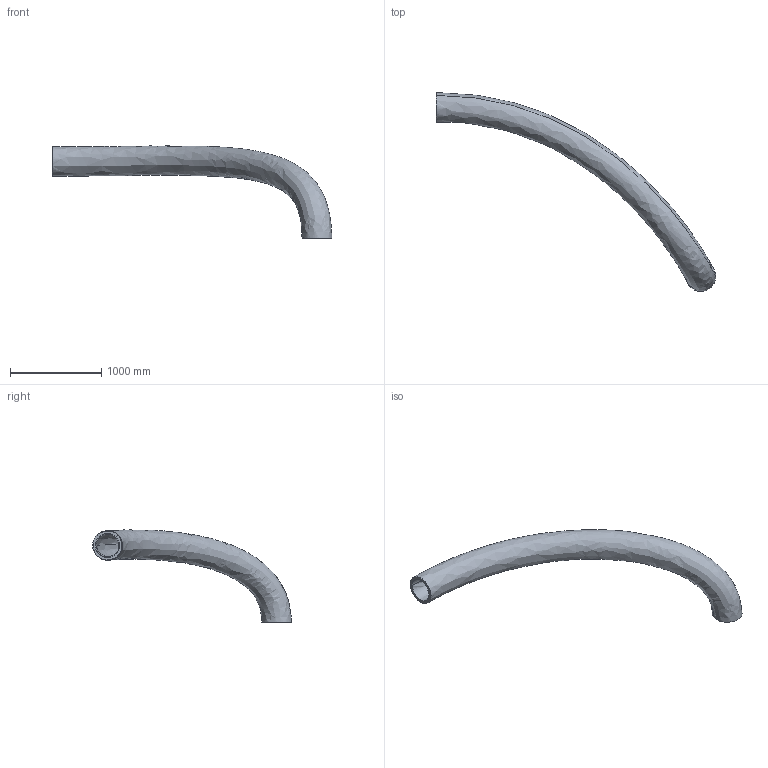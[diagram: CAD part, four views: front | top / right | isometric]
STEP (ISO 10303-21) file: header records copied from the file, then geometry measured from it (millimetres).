
FILE_DESCRIPTION(('FreeCAD Model'),'2;1');
FILE_NAME('Open CASCADE Shape Model','2024-08-10T18:38:50',(''),(''), 'Open CASCADE STEP processor 7.6','FreeCAD','Unknown');
FILE_SCHEMA(('AUTOMOTIVE_DESIGN { 1 0 10303 214 1 1 1 1 }'));
Length unit declared in the file: millimetre
Products named in the file (4): Duct_flex_complete_R01; Duct_flex_internal_001; Insulation_; Duct_flex_external_003
Assembly tree (3 placements, depth 2):
  Duct_flex_complete_R01
    Duct_flex_internal_001
    Insulation_
    Duct_flex_external_003
Bounding box: 3054.93 x 2173.48 x 1009.12 mm (x, y, z)
Volume: 128546676.9 mm3; surface area: 21851941.9 mm2
Topology: 3 solids, 3 shells, 18 faces, 36 edges, 24 vertices
Faces by surface type: bspline 12, plane 6
Entity records: 7798 total; most frequent: CARTESIAN_POINT 7423, ORIENTED_EDGE 72, EDGE_CURVE 36, B_SPLINE_CURVE_WITH_KNOTS 36, FACE_BOUND 24, EDGE_LOOP 24, VERTEX_POINT 24, DIRECTION 20
